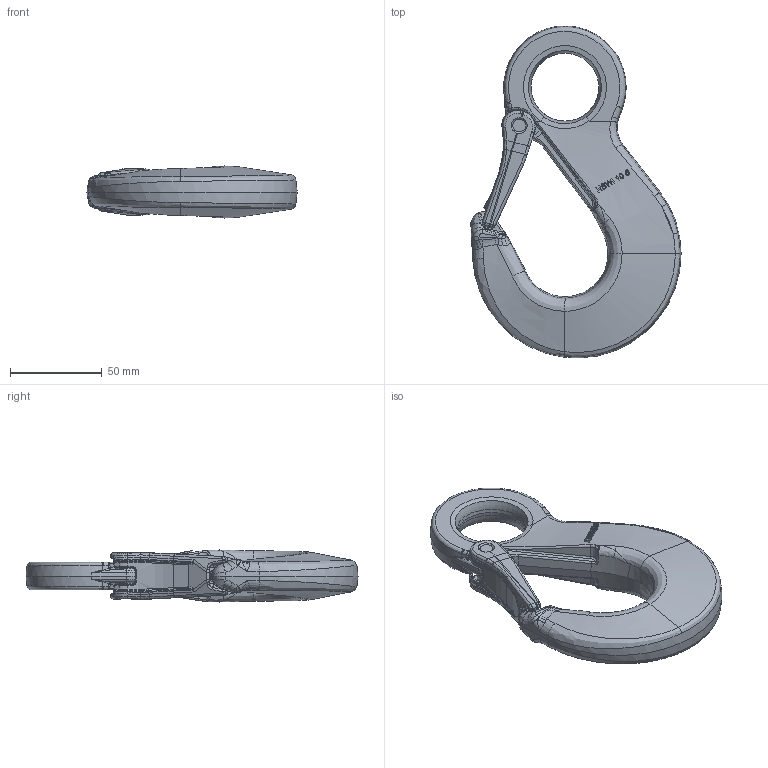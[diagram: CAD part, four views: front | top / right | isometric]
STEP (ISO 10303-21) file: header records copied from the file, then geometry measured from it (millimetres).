
FILE_DESCRIPTION(/* description */ (''),/* implementation_level */ '2;1');
FILE_NAME(/* name */ 'HSWI 10-6 Kundenmodell.stp',/* time_stamp */ '2015-10-27T11:45:46+01:00',/* author */ (''),/* organization */ (''),/* preprocessor_version */ 'ST-DEVELOPER v15',/* originating_system */ 'SIEMENS PLM Software NX 9.0',/* authorisation */ '');
FILE_SCHEMA (('AUTOMOTIVE_DESIGN { 1 0 10303 214 3 1 1 1 }'));
Length unit declared in the file: millimetre
Products named in the file (1): zer0E60B1CDvcpx
Bounding box: 114.9 x 181.43 x 28.45 mm (x, y, z)
Volume: 187173.5 mm3; surface area: 36569.1 mm2
Topology: 3 solids, 3 shells, 832 faces, 1994 edges, 1152 vertices
Faces by surface type: bspline 428, cylinder 144, plane 136, extrusion 54, torus 36, cone 30, sphere 4
Full cylindrical faces by diameter (mm): 7 x4
Entity records: 35363 total; most frequent: CARTESIAN_POINT 19694, ORIENTED_EDGE 3898, DIRECTION 2297, EDGE_CURVE 1949, VERTEX_POINT 1143, B_SPLINE_CURVE_WITH_KNOTS 978, AXIS2_PLACEMENT_3D 919, EDGE_LOOP 856
